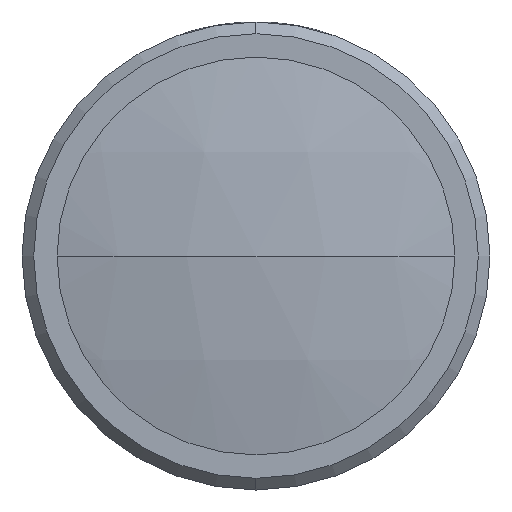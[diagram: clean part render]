
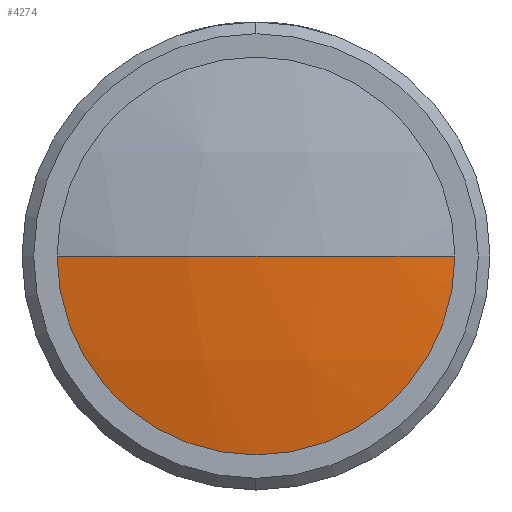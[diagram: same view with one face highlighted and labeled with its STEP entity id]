
A CAD part, left-side view. The second image highlights one B-rep face of the part: STEP entity #4274.
In plain terms, the highlighted spherical face has radius 80.332 mm.
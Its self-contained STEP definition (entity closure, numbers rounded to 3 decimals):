
#30 = VERTEX_POINT ( 'NONE', #8647 ) ;
#35 = VERTEX_POINT ( 'NONE', #8627 ) ;
#39 = VERTEX_POINT ( 'NONE', #8645 ) ;
#1992 = DIRECTION ( 'NONE',  ( 0., 0., -1. ) ) ;
#2025 = CARTESIAN_POINT ( 'NONE',  ( 1.954, 0., 0. ) ) ;
#2192 = DIRECTION ( 'NONE',  ( -1., 0., 0. ) ) ;
#2993 = EDGE_CURVE ( 'NONE', #30, #39, #5711, .T. ) ;
#3011 = EDGE_CURVE ( 'NONE', #35, #30, #5674, .T. ) ;
#3054 = AXIS2_PLACEMENT_3D ( 'NONE', #3848, #3883, #3935 ) ;
#3061 = AXIS2_PLACEMENT_3D ( 'NONE', #2025, #2192, #1992 ) ;
#3084 = AXIS2_PLACEMENT_3D ( 'NONE', #4135, #4132, #4104 ) ;
#3136 = AXIS2_PLACEMENT_3D ( 'NONE', #4593, #4592, #4686 ) ;
#3256 = ORIENTED_EDGE ( 'NONE', *, *, #3480, .F. ) ;
#3362 = ORIENTED_EDGE ( 'NONE', *, *, #3011, .T. ) ;
#3480 = EDGE_CURVE ( 'NONE', #35, #39, #6118, .T. ) ;
#3848 = CARTESIAN_POINT ( 'NONE',  ( 80.332, 0., 0. ) ) ;
#3883 = DIRECTION ( 'NONE',  ( 0., 0., -1. ) ) ;
#3935 = DIRECTION ( 'NONE',  ( 0., 1., 0. ) ) ;
#4104 = DIRECTION ( 'NONE',  ( 1., 0., 0. ) ) ;
#4132 = DIRECTION ( 'NONE',  ( 0., 0., 1. ) ) ;
#4135 = CARTESIAN_POINT ( 'NONE',  ( 80.332, 0., 0. ) ) ;
#4274 = ADVANCED_FACE ( 'NONE', ( #8310 ), #8403, .T. ) ;
#4592 = DIRECTION ( 'NONE',  ( 0., 0., -1. ) ) ;
#4593 = CARTESIAN_POINT ( 'NONE',  ( 80.332, 0., 0. ) ) ;
#4686 = DIRECTION ( 'NONE',  ( 0., 1., 0. ) ) ;
#5623 = EDGE_LOOP ( 'NONE', ( #3362, #5910, #3256 ) ) ;
#5674 = CIRCLE ( 'NONE', #3061, 17.612 ) ;
#5711 = CIRCLE ( 'NONE', #3054, 80.332 ) ;
#5910 = ORIENTED_EDGE ( 'NONE', *, *, #2993, .T. ) ;
#6118 = CIRCLE ( 'NONE', #3084, 80.332 ) ;
#8310 = FACE_OUTER_BOUND ( 'NONE', #5623, .T. ) ;
#8403 = SPHERICAL_SURFACE ( 'NONE', #3136, 80.332 ) ;
#8627 = CARTESIAN_POINT ( 'NONE',  ( 1.954, 17.612, 0. ) ) ;
#8645 = CARTESIAN_POINT ( 'NONE',  ( 0., 0., 0. ) ) ;
#8647 = CARTESIAN_POINT ( 'NONE',  ( 1.954, -17.612, 0. ) ) ;
